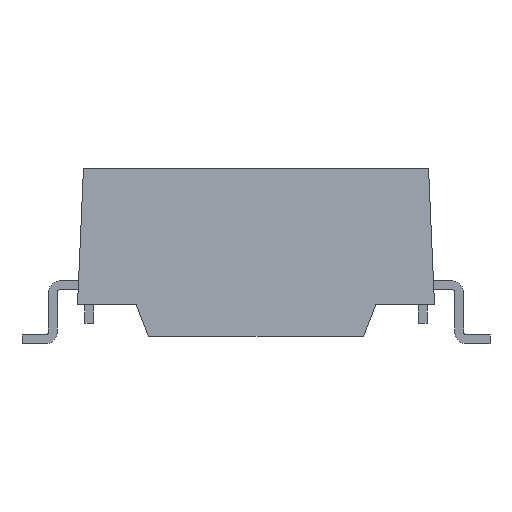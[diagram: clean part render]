
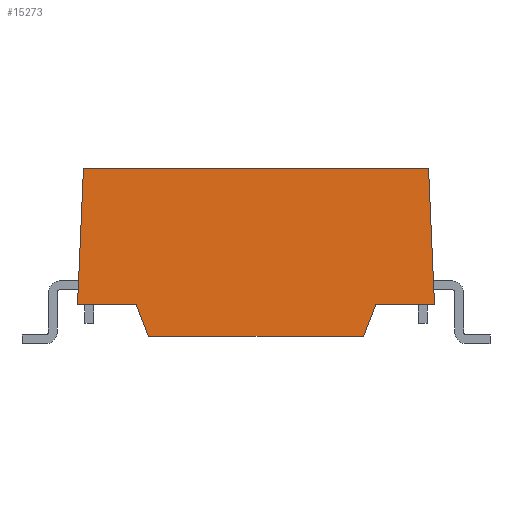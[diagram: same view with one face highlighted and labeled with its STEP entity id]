
A CAD part, left-side view. The second image highlights one B-rep face of the part: STEP entity #15273.
In plain terms, the highlighted planar face has unit normal (-0.999, 0, 0.043).
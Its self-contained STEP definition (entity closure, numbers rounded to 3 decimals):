
#321=PLANE('',#16143);
#1157=LINE('',#21720,#2610);
#1162=LINE('',#21732,#2615);
#1165=LINE('',#21738,#2618);
#1178=LINE('',#21764,#2631);
#1179=LINE('',#21967,#2632);
#1181=LINE('',#22173,#2634);
#1189=LINE('',#22191,#2642);
#1190=LINE('',#22192,#2643);
#2610=VECTOR('',#17995,1000.);
#2615=VECTOR('',#18002,1000.);
#2618=VECTOR('',#18007,1000.);
#2631=VECTOR('',#18022,1000.);
#2632=VECTOR('',#18027,1000.);
#2634=VECTOR('',#18031,1000.);
#2642=VECTOR('',#18043,1000.);
#2643=VECTOR('',#18044,1000.);
#4831=ORIENTED_EDGE('',*,*,#8090,.F.);
#4832=ORIENTED_EDGE('',*,*,#8106,.T.);
#4833=ORIENTED_EDGE('',*,*,#8177,.T.);
#4834=ORIENTED_EDGE('',*,*,#8169,.F.);
#4835=ORIENTED_EDGE('',*,*,#8178,.F.);
#4836=ORIENTED_EDGE('',*,*,#8093,.F.);
#4837=ORIENTED_EDGE('',*,*,#8085,.T.);
#4838=ORIENTED_EDGE('',*,*,#8139,.T.);
#8085=EDGE_CURVE('',#9856,#9857,#1157,.T.);
#8090=EDGE_CURVE('',#9860,#9862,#1162,.T.);
#8093=EDGE_CURVE('',#9856,#9864,#1165,.T.);
#8106=EDGE_CURVE('',#9860,#9875,#1178,.T.);
#8139=EDGE_CURVE('',#9857,#9862,#1179,.T.);
#8169=EDGE_CURVE('',#9936,#9937,#1181,.T.);
#8177=EDGE_CURVE('',#9875,#9937,#1189,.T.);
#8178=EDGE_CURVE('',#9864,#9936,#1190,.T.);
#9856=VERTEX_POINT('',#21721);
#9857=VERTEX_POINT('',#21722);
#9860=VERTEX_POINT('',#21730);
#9862=VERTEX_POINT('',#21733);
#9864=VERTEX_POINT('',#21739);
#9875=VERTEX_POINT('',#21763);
#9936=VERTEX_POINT('',#22174);
#9937=VERTEX_POINT('',#22175);
#11424=EDGE_LOOP('',(#4831,#4832,#4833,#4834,#4835,#4836,#4837,#4838));
#12201=FACE_BOUND('',#11424,.T.);
#15273=ADVANCED_FACE('',(#12201),#321,.F.);
#16143=AXIS2_PLACEMENT_3D('',#22190,#18041,#18042);
#17995=DIRECTION('',(0.043,0.044,0.998));
#18002=DIRECTION('',(0.043,-0.044,0.998));
#18007=DIRECTION('',(0.,1.,0.));
#18022=DIRECTION('',(0.,-1.,0.));
#18027=DIRECTION('',(0.,1.,0.));
#18031=DIRECTION('',(0.,1.,0.));
#18041=DIRECTION('',(0.999,0.,-0.043));
#18042=DIRECTION('',(-0.043,0.,-0.999));
#18043=DIRECTION('',(-0.041,-0.36,-0.932));
#18044=DIRECTION('',(-0.041,0.36,-0.932));
#21720=CARTESIAN_POINT('',(-8.55,-5.899,5.989));
#21721=CARTESIAN_POINT('',(-8.752,-6.102,1.35));
#21722=CARTESIAN_POINT('',(-8.55,-5.899,6.));
#21730=CARTESIAN_POINT('',(-8.752,6.102,1.35));
#21732=CARTESIAN_POINT('',(-8.527,5.876,6.524));
#21733=CARTESIAN_POINT('',(-8.55,5.899,6.));
#21738=CARTESIAN_POINT('',(-8.752,-6.15,1.35));
#21739=CARTESIAN_POINT('',(-8.752,-4.1,1.35));
#21763=CARTESIAN_POINT('',(-8.752,4.1,1.35));
#21764=CARTESIAN_POINT('',(-8.752,-6.15,1.35));
#21967=CARTESIAN_POINT('',(-8.55,-6.15,6.));
#22173=CARTESIAN_POINT('',(-8.8,-6.15,0.25));
#22174=CARTESIAN_POINT('',(-8.8,-3.675,0.25));
#22175=CARTESIAN_POINT('',(-8.8,3.675,0.25));
#22190=CARTESIAN_POINT('',(-8.55,-6.15,6.));
#22191=CARTESIAN_POINT('',(-8.726,4.334,1.957));
#22192=CARTESIAN_POINT('',(-8.546,-5.929,6.085));
